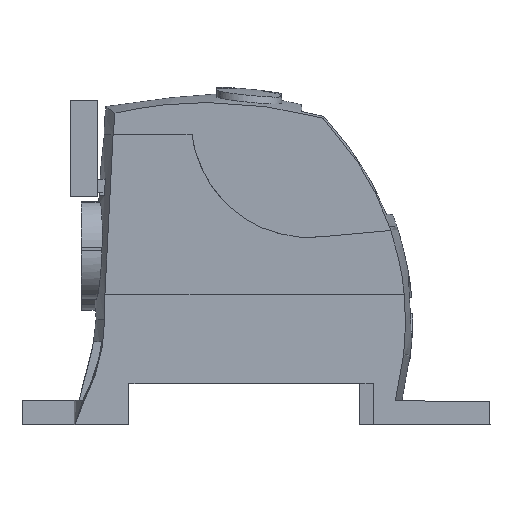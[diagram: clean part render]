
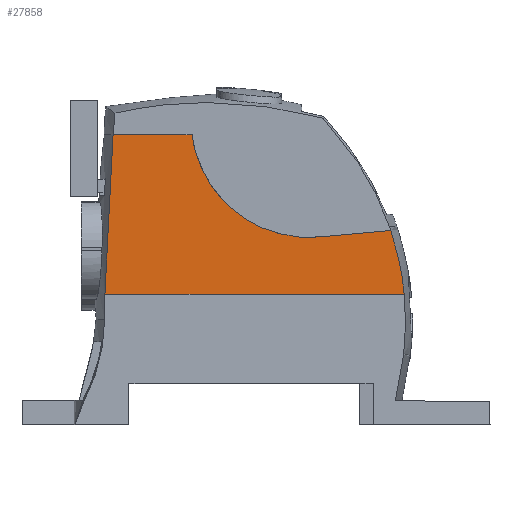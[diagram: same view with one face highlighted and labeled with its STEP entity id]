
A CAD part, left-side view. The second image highlights one B-rep face of the part: STEP entity #27858.
In plain terms, the highlighted planar face has unit normal (-1, 0, -0.005).
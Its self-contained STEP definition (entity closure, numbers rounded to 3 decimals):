
#27794=AXIS2_PLACEMENT_3D('Plane Axis2P3D',#27791,#27792,#27793) ;
#27441=CARTESIAN_POINT('Vertex',(0.122,24.736,27.299)) ;
#27444=CARTESIAN_POINT('Line Origine',(0.12,19.574,27.768)) ;
#27448=CARTESIAN_POINT('Vertex',(0.117,14.412,28.238)) ;
#27791=CARTESIAN_POINT('Axis2P3D Location',(0.166,56.,19.002)) ;
#27797=CARTESIAN_POINT('Control Point',(0.122,24.736,27.299)) ;
#27798=CARTESIAN_POINT('Control Point',(0.123,26.351,27.152)) ;
#27799=CARTESIAN_POINT('Control Point',(0.123,27.984,27.196)) ;
#27800=CARTESIAN_POINT('Control Point',(0.122,29.606,27.435)) ;
#27801=CARTESIAN_POINT('Control Point',(0.117,32.564,28.237)) ;
#27802=CARTESIAN_POINT('Control Point',(0.11,35.268,29.664)) ;
#27803=CARTESIAN_POINT('Control Point',(0.106,36.457,30.459)) ;
#27804=CARTESIAN_POINT('Control Point',(0.096,38.808,32.414)) ;
#27805=CARTESIAN_POINT('Control Point',(0.083,40.678,34.84)) ;
#27806=CARTESIAN_POINT('Control Point',(0.076,41.517,36.248)) ;
#27807=CARTESIAN_POINT('Control Point',(0.065,42.422,38.281)) ;
#27808=CARTESIAN_POINT('Control Point',(0.054,42.987,40.42)) ;
#27809=CARTESIAN_POINT('Control Point',(0.051,43.113,40.997)) ;
#27810=CARTESIAN_POINT('Control Point',(0.048,43.214,41.576)) ;
#27811=CARTESIAN_POINT('Control Point',(0.045,43.289,42.159)) ;
#27812=CARTESIAN_POINT('Vertex',(0.045,43.289,42.159)) ;
#27815=CARTESIAN_POINT('Line Origine',(0.045,49.026,42.159)) ;
#27819=CARTESIAN_POINT('Vertex',(0.045,54.763,42.159)) ;
#27823=CARTESIAN_POINT('Control Point',(0.045,54.763,42.159)) ;
#27824=CARTESIAN_POINT('Control Point',(0.069,55.153,37.538)) ;
#27825=CARTESIAN_POINT('Control Point',(0.093,55.468,32.91)) ;
#27826=CARTESIAN_POINT('Control Point',(0.117,55.707,28.274)) ;
#27827=CARTESIAN_POINT('Control Point',(0.142,55.869,23.639)) ;
#27828=CARTESIAN_POINT('Control Point',(0.166,55.954,19.002)) ;
#27829=CARTESIAN_POINT('Vertex',(0.166,55.954,19.002)) ;
#27832=CARTESIAN_POINT('Line Origine',(0.166,34.208,19.002)) ;
#27836=CARTESIAN_POINT('Vertex',(0.166,12.461,19.002)) ;
#27840=CARTESIAN_POINT('Control Point',(0.117,14.412,28.238)) ;
#27841=CARTESIAN_POINT('Control Point',(0.122,14.109,27.323)) ;
#27842=CARTESIAN_POINT('Control Point',(0.127,13.832,26.4)) ;
#27843=CARTESIAN_POINT('Control Point',(0.132,13.592,25.509)) ;
#27844=CARTESIAN_POINT('Control Point',(0.141,13.157,23.704)) ;
#27845=CARTESIAN_POINT('Control Point',(0.151,12.823,21.879)) ;
#27846=CARTESIAN_POINT('Control Point',(0.156,12.678,20.953)) ;
#27847=CARTESIAN_POINT('Control Point',(0.161,12.555,19.979)) ;
#27848=CARTESIAN_POINT('Control Point',(0.166,12.461,19.002)) ;
#27445=DIRECTION('Vector Direction',(0.,0.996,-0.091)) ;
#27792=DIRECTION('Axis2P3D Direction',(1.,0.,0.005)) ;
#27793=DIRECTION('Axis2P3D XDirection',(0.,-1.,0.)) ;
#27816=DIRECTION('Vector Direction',(0.,-1.,0.)) ;
#27833=DIRECTION('Vector Direction',(0.,-1.,0.)) ;
#27446=VECTOR('Line Direction',#27445,1.) ;
#27817=VECTOR('Line Direction',#27816,1.) ;
#27834=VECTOR('Line Direction',#27833,1.) ;
#27851=ORIENTED_EDGE('',*,*,#27814,.T.) ;
#27852=ORIENTED_EDGE('',*,*,#27821,.F.) ;
#27853=ORIENTED_EDGE('',*,*,#27831,.T.) ;
#27854=ORIENTED_EDGE('',*,*,#27838,.T.) ;
#27855=ORIENTED_EDGE('',*,*,#27849,.F.) ;
#27856=ORIENTED_EDGE('',*,*,#27450,.T.) ;
#27858=ADVANCED_FACE('BODY.3',(#27857),#27795,.F.) ;
#27796=B_SPLINE_CURVE_WITH_KNOTS('',5,(#27797,#27798,#27799,#27800,#27801,#27802,#27803,#27804,#27805,#27806,#27807,#27808,#27809,#27810,#27811),.UNSPECIFIED.,.F.,.U.,(6,3,3,3,6),(0.,11.543,21.643,33.192,37.374),.UNSPECIFIED.) ;
#27822=B_SPLINE_CURVE_WITH_KNOTS('',5,(#27823,#27824,#27825,#27826,#27827,#27828),.UNSPECIFIED.,.F.,.U.,(6,6),(0.,32.797),.UNSPECIFIED.) ;
#27839=B_SPLINE_CURVE_WITH_KNOTS('',5,(#27840,#27841,#27842,#27843,#27844,#27845,#27846,#27847,#27848),.UNSPECIFIED.,.F.,.U.,(6,3,6),(0.,6.652,13.426),.UNSPECIFIED.) ;
#27450=EDGE_CURVE('',#27449,#27442,#27447,.T.) ;
#27814=EDGE_CURVE('',#27442,#27813,#27796,.T.) ;
#27821=EDGE_CURVE('',#27820,#27813,#27818,.T.) ;
#27831=EDGE_CURVE('',#27820,#27830,#27822,.T.) ;
#27838=EDGE_CURVE('',#27830,#27837,#27835,.T.) ;
#27849=EDGE_CURVE('',#27449,#27837,#27839,.T.) ;
#27850=EDGE_LOOP('',(#27851,#27852,#27853,#27854,#27855,#27856)) ;
#27857=FACE_OUTER_BOUND('',#27850,.T.) ;
#27447=LINE('Line',#27444,#27446) ;
#27818=LINE('Line',#27815,#27817) ;
#27835=LINE('Line',#27832,#27834) ;
#27795=PLANE('',#27794) ;
#27442=VERTEX_POINT('',#27441) ;
#27449=VERTEX_POINT('',#27448) ;
#27813=VERTEX_POINT('',#27812) ;
#27820=VERTEX_POINT('',#27819) ;
#27830=VERTEX_POINT('',#27829) ;
#27837=VERTEX_POINT('',#27836) ;
